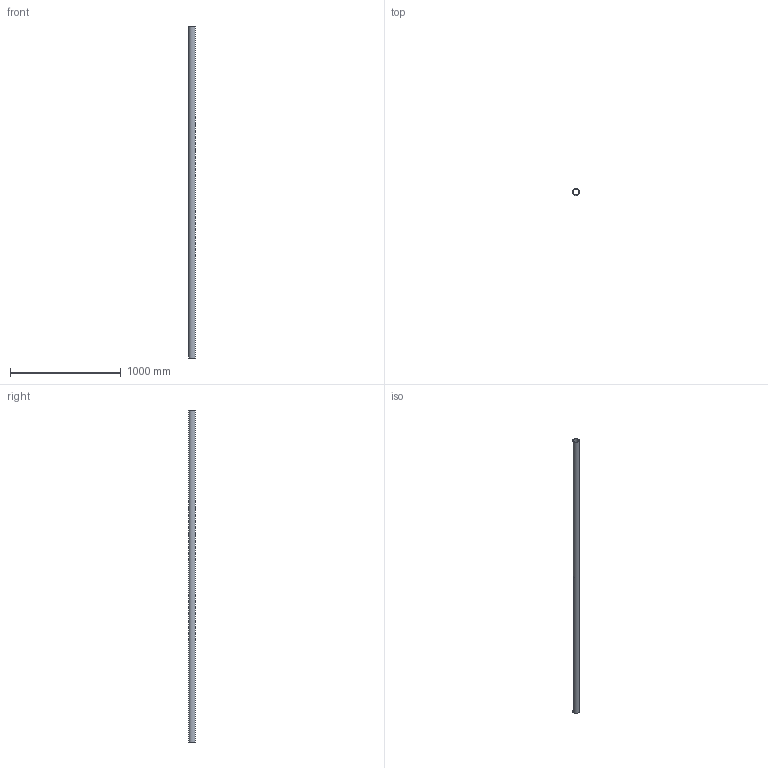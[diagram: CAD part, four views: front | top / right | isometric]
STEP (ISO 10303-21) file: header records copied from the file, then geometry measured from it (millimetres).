
FILE_DESCRIPTION (( 'STEP AP203' ), '1' );
FILE_NAME ('55155-2403M.step', '2024-04-29T09:30:08', ( '' ), ( '' ), 'SwSTEP 2.0', 'SolidWorks 2018', '' );
FILE_SCHEMA (( 'CONFIG_CONTROL_DESIGN' ));
Length unit declared in the file: millimetre
Products named in the file (1): 55155-2403M
Bounding box: 60.3 x 60.3 x 3000 mm (x, y, z)
Volume: 1361880.1 mm3; surface area: 1090420.2 mm2
Topology: 1 solids, 1 shells, 303 faces, 828 edges, 552 vertices
Faces by surface type: plane 147, bspline 129, cylinder 27
Full cylindrical faces by diameter (mm): 55.3 x1, 60.3 x1
Entity records: 14322 total; most frequent: CARTESIAN_POINT 7470, ORIENTED_EDGE 1652, DIRECTION 990, EDGE_CURVE 826, VERTEX_POINT 552, LINE 408, VECTOR 408, EDGE_LOOP 332
